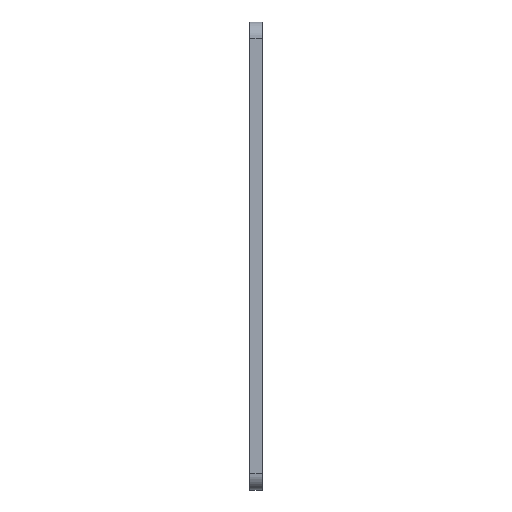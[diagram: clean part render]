
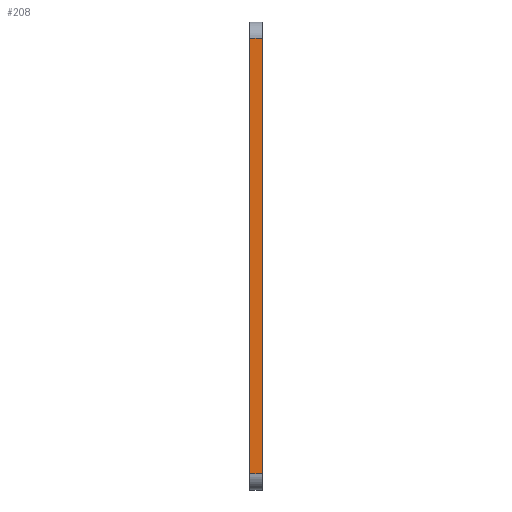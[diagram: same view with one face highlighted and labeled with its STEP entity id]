
A CAD part, left-side view. The second image highlights one B-rep face of the part: STEP entity #208.
In plain terms, the highlighted planar face has unit normal (-1, 0, 0).
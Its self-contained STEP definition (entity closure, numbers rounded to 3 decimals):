
#39 = ORIENTED_EDGE ( 'NONE', *, *, #295, .F. ) ;
#180 = LINE ( 'NONE', #1192, #820 ) ;
#191 = DIRECTION ( 'NONE',  ( 0., 0., -1. ) ) ;
#208 = ADVANCED_FACE ( 'NONE', ( #1430 ), #252, .T. ) ;
#252 = PLANE ( 'NONE',  #1633 ) ;
#286 = DIRECTION ( 'NONE',  ( -1., 0., 0. ) ) ;
#295 = EDGE_CURVE ( 'NONE', #1241, #474, #630, .T. ) ;
#307 = DIRECTION ( 'NONE',  ( 0., -1., 0. ) ) ;
#318 = VERTEX_POINT ( 'NONE', #1435 ) ;
#381 = CARTESIAN_POINT ( 'NONE',  ( -268., 0., -135. ) ) ;
#474 = VERTEX_POINT ( 'NONE', #381 ) ;
#502 = VECTOR ( 'NONE', #923, 1000. ) ;
#630 = LINE ( 'NONE', #1409, #970 ) ;
#820 = VECTOR ( 'NONE', #1158, 1000. ) ;
#923 = DIRECTION ( 'NONE',  ( 0., 0., -1. ) ) ;
#970 = VECTOR ( 'NONE', #191, 1000. ) ;
#1030 = ORIENTED_EDGE ( 'NONE', *, *, #1370, .T. ) ;
#1139 = VECTOR ( 'NONE', #307, 1000. ) ;
#1158 = DIRECTION ( 'NONE',  ( 0., 1., 0. ) ) ;
#1192 = CARTESIAN_POINT ( 'NONE',  ( -268., 0., 135. ) ) ;
#1241 = VERTEX_POINT ( 'NONE', #1844 ) ;
#1267 = CARTESIAN_POINT ( 'NONE',  ( -268., 0., -135. ) ) ;
#1302 = LINE ( 'NONE', #1267, #1139 ) ;
#1340 = EDGE_LOOP ( 'NONE', ( #39, #1030, #1833, #1381 ) ) ;
#1370 = EDGE_CURVE ( 'NONE', #1241, #1785, #180, .T. ) ;
#1378 = CARTESIAN_POINT ( 'NONE',  ( -268., 8., 145. ) ) ;
#1381 = ORIENTED_EDGE ( 'NONE', *, *, #1713, .T. ) ;
#1409 = CARTESIAN_POINT ( 'NONE',  ( -268., 0., 145. ) ) ;
#1430 = FACE_OUTER_BOUND ( 'NONE', #1340, .T. ) ;
#1435 = CARTESIAN_POINT ( 'NONE',  ( -268., 8., -135. ) ) ;
#1499 = EDGE_CURVE ( 'NONE', #1785, #318, #1651, .T. ) ;
#1527 = DIRECTION ( 'NONE',  ( 0., 0., 1. ) ) ;
#1590 = CARTESIAN_POINT ( 'NONE',  ( -268., 8., 135. ) ) ;
#1633 = AXIS2_PLACEMENT_3D ( 'NONE', #1773, #286, #1527 ) ;
#1651 = LINE ( 'NONE', #1378, #502 ) ;
#1713 = EDGE_CURVE ( 'NONE', #318, #474, #1302, .T. ) ;
#1773 = CARTESIAN_POINT ( 'NONE',  ( -268., 0., -145. ) ) ;
#1785 = VERTEX_POINT ( 'NONE', #1590 ) ;
#1833 = ORIENTED_EDGE ( 'NONE', *, *, #1499, .T. ) ;
#1844 = CARTESIAN_POINT ( 'NONE',  ( -268., 0., 135. ) ) ;
